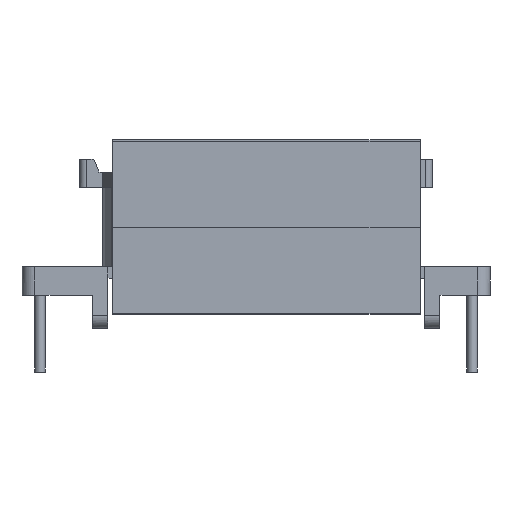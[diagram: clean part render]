
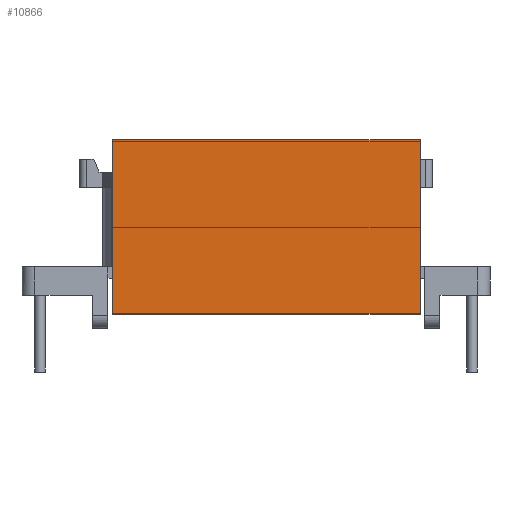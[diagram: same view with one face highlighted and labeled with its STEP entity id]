
A CAD part, front view. The second image highlights one B-rep face of the part: STEP entity #10866.
In plain terms, the highlighted free-form (B-spline) face has degree [1, 1] with [2, 2] control points.
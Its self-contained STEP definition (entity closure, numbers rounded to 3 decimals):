
#8187 = VERTEX_POINT('',#8188);
#8188 = CARTESIAN_POINT('',(11.822,-15.332,
    11.176));
#8201 = VERTEX_POINT('',#8202);
#8202 = CARTESIAN_POINT('',(-10.345,-15.332,
    11.176));
#8207 = EDGE_CURVE('',#8201,#8187,#8208,.T.);
#8208 = B_SPLINE_CURVE_WITH_KNOTS('',1,(#8209,#8210),.UNSPECIFIED.,.F.,
  .F.,(2,2),(0.,24.),.PIECEWISE_BEZIER_KNOTS.);
#8209 = CARTESIAN_POINT('',(-10.345,-15.332,
    11.176));
#8210 = CARTESIAN_POINT('',(11.822,-15.332,
    11.176));
#10843 = VERTEX_POINT('',#10844);
#10844 = CARTESIAN_POINT('',(11.822,-15.332,
    -1.385));
#10849 = EDGE_CURVE('',#10850,#10843,#10852,.T.);
#10850 = VERTEX_POINT('',#10851);
#10851 = CARTESIAN_POINT('',(-10.345,-15.332,
    -1.385));
#10852 = B_SPLINE_CURVE_WITH_KNOTS('',1,(#10853,#10854),.UNSPECIFIED.,
  .F.,.F.,(2,2),(0.,24.),.PIECEWISE_BEZIER_KNOTS.);
#10853 = CARTESIAN_POINT('',(-10.345,-15.332,
    -1.385));
#10854 = CARTESIAN_POINT('',(11.822,-15.332,
    -1.385));
#10866 = ADVANCED_FACE('',(#10867),#10881,.T.);
#10867 = FACE_BOUND('',#10868,.T.);
#10868 = EDGE_LOOP('',(#10869,#10874,#10875,#10880));
#10869 = ORIENTED_EDGE('',*,*,#10870,.F.);
#10870 = EDGE_CURVE('',#8187,#10843,#10871,.T.);
#10871 = B_SPLINE_CURVE_WITH_KNOTS('',1,(#10872,#10873),.UNSPECIFIED.,
  .F.,.F.,(2,2),(-2.8,10.8),.PIECEWISE_BEZIER_KNOTS.);
#10872 = CARTESIAN_POINT('',(11.822,-15.332,
    11.176));
#10873 = CARTESIAN_POINT('',(11.822,-15.332,
    -1.385));
#10874 = ORIENTED_EDGE('',*,*,#8207,.F.);
#10875 = ORIENTED_EDGE('',*,*,#10876,.T.);
#10876 = EDGE_CURVE('',#8201,#10850,#10877,.T.);
#10877 = B_SPLINE_CURVE_WITH_KNOTS('',1,(#10878,#10879),.UNSPECIFIED.,
  .F.,.F.,(2,2),(-2.8,10.8),.PIECEWISE_BEZIER_KNOTS.);
#10878 = CARTESIAN_POINT('',(-10.345,-15.332,
    11.176));
#10879 = CARTESIAN_POINT('',(-10.345,-15.332,
    -1.385));
#10880 = ORIENTED_EDGE('',*,*,#10849,.T.);
#10881 = B_SPLINE_SURFACE_WITH_KNOTS('',1,1,(
    (#10882,#10883)
    ,(#10884,#10885
  )),.UNSPECIFIED.,.F.,.F.,.F.,(2,2),(2,2),(-2.8,10.8),(0.,24.),
  .PIECEWISE_BEZIER_KNOTS.);
#10882 = CARTESIAN_POINT('',(-10.345,-15.332,
    11.176));
#10883 = CARTESIAN_POINT('',(11.822,-15.332,
    11.176));
#10884 = CARTESIAN_POINT('',(-10.345,-15.332,
    -1.385));
#10885 = CARTESIAN_POINT('',(11.822,-15.332,
    -1.385));
